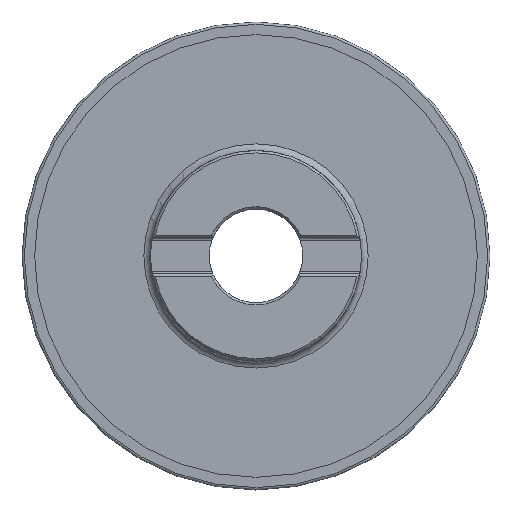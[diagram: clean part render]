
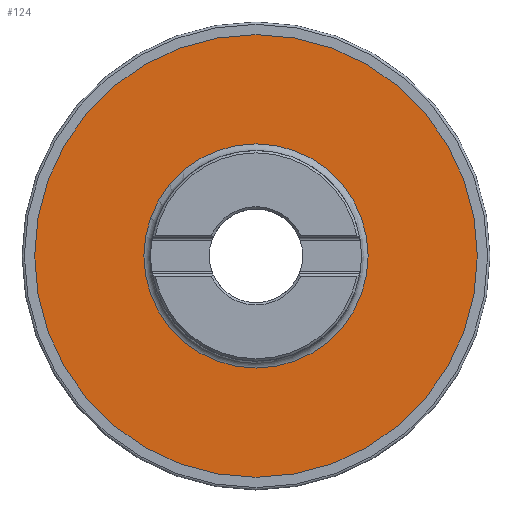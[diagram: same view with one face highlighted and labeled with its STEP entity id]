
A CAD part, top view. The second image highlights one B-rep face of the part: STEP entity #124.
In plain terms, the highlighted planar face has unit normal (0, 0, 1).
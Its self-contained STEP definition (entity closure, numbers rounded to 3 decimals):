
#88=FACE_BOUND('',#206,.T.);
#89=FACE_BOUND('',#207,.T.);
#124=ADVANCED_FACE('',(#88,#89),#159,.T.);
#159=PLANE('',#639);
#206=EDGE_LOOP('',(#317));
#207=EDGE_LOOP('',(#318));
#317=ORIENTED_EDGE('',*,*,#506,.T.);
#318=ORIENTED_EDGE('',*,*,#505,.F.);
#454=VERTEX_POINT('',#897);
#455=VERTEX_POINT('',#900);
#505=EDGE_CURVE('',#454,#454,#574,.T.);
#506=EDGE_CURVE('',#455,#455,#575,.T.);
#574=CIRCLE('',#636,95.363);
#575=CIRCLE('',#638,47.915);
#636=AXIS2_PLACEMENT_3D('',#896,#729,#730);
#638=AXIS2_PLACEMENT_3D('',#899,#733,#734);
#639=AXIS2_PLACEMENT_3D('',#901,#735,#736);
#729=DIRECTION('',(0.,0.,-1.));
#730=DIRECTION('',(-1.,0.,0.));
#733=DIRECTION('',(0.,0.,-1.));
#734=DIRECTION('',(-1.,0.,0.));
#735=DIRECTION('',(0.,0.,1.));
#736=DIRECTION('',(-1.,0.,0.));
#896=CARTESIAN_POINT('',(0.,0.,-32.));
#897=CARTESIAN_POINT('',(-95.363,0.,-32.));
#899=CARTESIAN_POINT('',(0.,0.,-32.));
#900=CARTESIAN_POINT('',(-47.915,0.,-32.));
#901=CARTESIAN_POINT('',(0.,-95.363,-32.));
